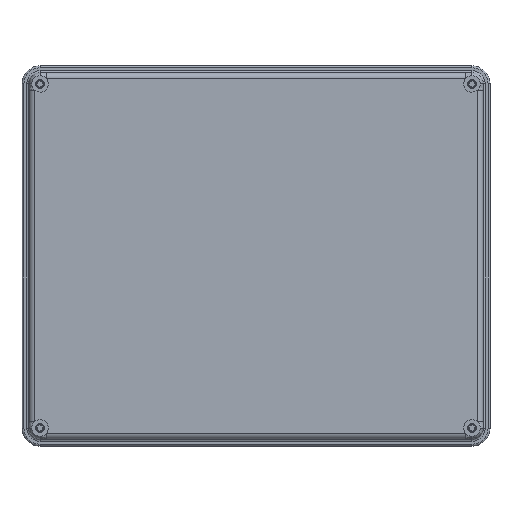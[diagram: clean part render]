
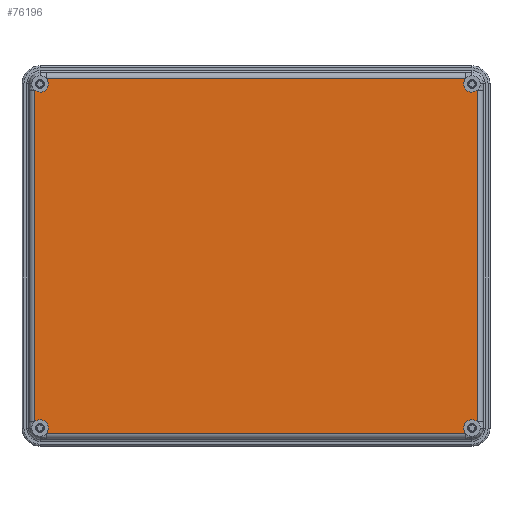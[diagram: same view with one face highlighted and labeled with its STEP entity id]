
A CAD part, top view. The second image highlights one B-rep face of the part: STEP entity #76196.
In plain terms, the highlighted planar face has unit normal (0, 0, 1).
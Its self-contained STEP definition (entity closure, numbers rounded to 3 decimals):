
#192 = EDGE_CURVE ( 'NONE', #59402, #78778, #64126, .T. ) ;
#197 = CARTESIAN_POINT ( 'NONE',  ( 106.5, -88.25, 95.5 ) ) ;
#1409 = EDGE_CURVE ( 'NONE', #59402, #33307, #15665, .T. ) ;
#1951 = CARTESIAN_POINT ( 'NONE',  ( -110.75, 88.25, 95.5 ) ) ;
#2530 = DIRECTION ( 'NONE',  ( 0., -1., 0. ) ) ;
#2607 = ORIENTED_EDGE ( 'NONE', *, *, #77821, .T. ) ;
#4305 = EDGE_CURVE ( 'NONE', #7677, #57355, #76171, .T. ) ;
#4402 = CIRCLE ( 'NONE', #48969, 4.25 ) ;
#4478 = DIRECTION ( 'NONE',  ( -1., 0., 0. ) ) ;
#7114 = ORIENTED_EDGE ( 'NONE', *, *, #69669, .F. ) ;
#7677 = VERTEX_POINT ( 'NONE', #33329 ) ;
#9043 = DIRECTION ( 'NONE',  ( 1., 0., 0. ) ) ;
#9116 = VERTEX_POINT ( 'NONE', #52401 ) ;
#11747 = ORIENTED_EDGE ( 'NONE', *, *, #78758, .F. ) ;
#11901 = CARTESIAN_POINT ( 'NONE',  ( -106.5, -88.25, 95.5 ) ) ;
#12781 = CARTESIAN_POINT ( 'NONE',  ( -110.75, -88.25, 95.5 ) ) ;
#13475 = CARTESIAN_POINT ( 'NONE',  ( -107.51, 91., 95.5 ) ) ;
#14085 = CARTESIAN_POINT ( 'NONE',  ( 107.51, 91., 95.5 ) ) ;
#14326 = EDGE_CURVE ( 'NONE', #7677, #9116, #69347, .T. ) ;
#15303 = DIRECTION ( 'NONE',  ( 0., -1., 0. ) ) ;
#15665 = CIRCLE ( 'NONE', #25806, 4.25 ) ;
#15944 = AXIS2_PLACEMENT_3D ( 'NONE', #71693, #22196, #17017 ) ;
#16952 = EDGE_CURVE ( 'NONE', #26415, #9116, #4402, .T. ) ;
#17017 = DIRECTION ( 'NONE',  ( -1., 0., 0. ) ) ;
#17686 = EDGE_LOOP ( 'NONE', ( #7114, #65789, #25849, #56142, #51306, #20396, #43703, #33241, #50264, #11747, #2607, #59095 ) ) ;
#20068 = CARTESIAN_POINT ( 'NONE',  ( -113.5, -88.25, 95.5 ) ) ;
#20260 = DIRECTION ( 'NONE',  ( 0., 0., 1. ) ) ;
#20396 = ORIENTED_EDGE ( 'NONE', *, *, #39336, .F. ) ;
#22055 = VECTOR ( 'NONE', #2530, 1000. ) ;
#22196 = DIRECTION ( 'NONE',  ( 0., 0., 1. ) ) ;
#22644 = AXIS2_PLACEMENT_3D ( 'NONE', #29240, #35269, #46838 ) ;
#22792 = CARTESIAN_POINT ( 'NONE',  ( 110.75, 88.25, 95.5 ) ) ;
#22827 = CARTESIAN_POINT ( 'NONE',  ( -110.75, -88.25, 95.5 ) ) ;
#23059 = VECTOR ( 'NONE', #62747, 1000. ) ;
#23483 = EDGE_CURVE ( 'NONE', #30234, #24276, #47628, .T. ) ;
#24184 = CIRCLE ( 'NONE', #48406, 4.25 ) ;
#24276 = VERTEX_POINT ( 'NONE', #13475 ) ;
#25707 = VERTEX_POINT ( 'NONE', #14085 ) ;
#25806 = AXIS2_PLACEMENT_3D ( 'NONE', #12781, #66679, #29941 ) ;
#25849 = ORIENTED_EDGE ( 'NONE', *, *, #70827, .F. ) ;
#26382 = VERTEX_POINT ( 'NONE', #40116 ) ;
#26415 = VERTEX_POINT ( 'NONE', #57678 ) ;
#29240 = CARTESIAN_POINT ( 'NONE',  ( 110.75, -88.25, 95.5 ) ) ;
#29941 = DIRECTION ( 'NONE',  ( -1., 0., 0. ) ) ;
#30234 = VERTEX_POINT ( 'NONE', #78610 ) ;
#31176 = CIRCLE ( 'NONE', #15944, 4.25 ) ;
#32411 = CARTESIAN_POINT ( 'NONE',  ( -110.75, 91., 95.5 ) ) ;
#33241 = ORIENTED_EDGE ( 'NONE', *, *, #14326, .T. ) ;
#33307 = VERTEX_POINT ( 'NONE', #11901 ) ;
#33329 = CARTESIAN_POINT ( 'NONE',  ( 113.5, -85.01, 95.5 ) ) ;
#34050 = DIRECTION ( 'NONE',  ( 0., 0., -1. ) ) ;
#34187 = DIRECTION ( 'NONE',  ( 0., 0., 1. ) ) ;
#35269 = DIRECTION ( 'NONE',  ( 0., 0., 1. ) ) ;
#36912 = AXIS2_PLACEMENT_3D ( 'NONE', #46945, #34187, #65321 ) ;
#37712 = VERTEX_POINT ( 'NONE', #77524 ) ;
#39336 = EDGE_CURVE ( 'NONE', #57355, #78778, #24184, .T. ) ;
#39433 = AXIS2_PLACEMENT_3D ( 'NONE', #22827, #34050, #15303 ) ;
#40116 = CARTESIAN_POINT ( 'NONE',  ( -113.5, 85.01, 95.5 ) ) ;
#40391 = DIRECTION ( 'NONE',  ( 0., 0., 1. ) ) ;
#41180 = DIRECTION ( 'NONE',  ( 0., 0., 1. ) ) ;
#42375 = VECTOR ( 'NONE', #9043, 1000. ) ;
#43703 = ORIENTED_EDGE ( 'NONE', *, *, #4305, .F. ) ;
#46133 = CARTESIAN_POINT ( 'NONE',  ( 110.75, -91., 95.5 ) ) ;
#46524 = AXIS2_PLACEMENT_3D ( 'NONE', #77880, #40391, #4478 ) ;
#46838 = DIRECTION ( 'NONE',  ( -1., 0., 0. ) ) ;
#46945 = CARTESIAN_POINT ( 'NONE',  ( 110.75, 88.25, 95.5 ) ) ;
#47628 = CIRCLE ( 'NONE', #56587, 4.25 ) ;
#48406 = AXIS2_PLACEMENT_3D ( 'NONE', #55463, #66661, #61048 ) ;
#48969 = AXIS2_PLACEMENT_3D ( 'NONE', #22792, #41180, #72305 ) ;
#50264 = ORIENTED_EDGE ( 'NONE', *, *, #16952, .F. ) ;
#50755 = LINE ( 'NONE', #32411, #23059 ) ;
#51306 = ORIENTED_EDGE ( 'NONE', *, *, #192, .T. ) ;
#52012 = FACE_OUTER_BOUND ( 'NONE', #17686, .T. ) ;
#52401 = CARTESIAN_POINT ( 'NONE',  ( 113.5, 85.01, 95.5 ) ) ;
#54164 = DIRECTION ( 'NONE',  ( -1., 0., 0. ) ) ;
#55463 = CARTESIAN_POINT ( 'NONE',  ( 110.75, -88.25, 95.5 ) ) ;
#56142 = ORIENTED_EDGE ( 'NONE', *, *, #1409, .F. ) ;
#56587 = AXIS2_PLACEMENT_3D ( 'NONE', #1951, #20260, #54164 ) ;
#57355 = VERTEX_POINT ( 'NONE', #197 ) ;
#57678 = CARTESIAN_POINT ( 'NONE',  ( 106.5, 88.25, 95.5 ) ) ;
#59095 = ORIENTED_EDGE ( 'NONE', *, *, #23483, .F. ) ;
#59402 = VERTEX_POINT ( 'NONE', #59785 ) ;
#59785 = CARTESIAN_POINT ( 'NONE',  ( -107.51, -91., 95.5 ) ) ;
#61048 = DIRECTION ( 'NONE',  ( -1., 0., 0. ) ) ;
#62747 = DIRECTION ( 'NONE',  ( -1., 0., 0. ) ) ;
#63359 = DIRECTION ( 'NONE',  ( 0., 1., 0. ) ) ;
#64126 = LINE ( 'NONE', #46133, #42375 ) ;
#64156 = CARTESIAN_POINT ( 'NONE',  ( 107.51, -91., 95.5 ) ) ;
#65273 = VECTOR ( 'NONE', #63359, 1000. ) ;
#65321 = DIRECTION ( 'NONE',  ( -1., 0., 0. ) ) ;
#65789 = ORIENTED_EDGE ( 'NONE', *, *, #66187, .T. ) ;
#66187 = EDGE_CURVE ( 'NONE', #26382, #37712, #69170, .T. ) ;
#66661 = DIRECTION ( 'NONE',  ( 0., 0., 1. ) ) ;
#66679 = DIRECTION ( 'NONE',  ( 0., 0., 1. ) ) ;
#69170 = LINE ( 'NONE', #20068, #22055 ) ;
#69347 = LINE ( 'NONE', #75725, #65273 ) ;
#69669 = EDGE_CURVE ( 'NONE', #26382, #30234, #77145, .T. ) ;
#70827 = EDGE_CURVE ( 'NONE', #33307, #37712, #31176, .T. ) ;
#71693 = CARTESIAN_POINT ( 'NONE',  ( -110.75, -88.25, 95.5 ) ) ;
#72305 = DIRECTION ( 'NONE',  ( -1., 0., 0. ) ) ;
#75725 = CARTESIAN_POINT ( 'NONE',  ( 113.5, 88.25, 95.5 ) ) ;
#76171 = CIRCLE ( 'NONE', #22644, 4.25 ) ;
#76196 = ADVANCED_FACE ( 'NONE', ( #52012 ), #76357, .F. ) ;
#76357 = PLANE ( 'NONE',  #39433 ) ;
#77145 = CIRCLE ( 'NONE', #46524, 4.25 ) ;
#77524 = CARTESIAN_POINT ( 'NONE',  ( -113.5, -85.01, 95.5 ) ) ;
#77726 = CIRCLE ( 'NONE', #36912, 4.25 ) ;
#77821 = EDGE_CURVE ( 'NONE', #25707, #24276, #50755, .T. ) ;
#77880 = CARTESIAN_POINT ( 'NONE',  ( -110.75, 88.25, 95.5 ) ) ;
#78610 = CARTESIAN_POINT ( 'NONE',  ( -106.5, 88.25, 95.5 ) ) ;
#78758 = EDGE_CURVE ( 'NONE', #25707, #26415, #77726, .T. ) ;
#78778 = VERTEX_POINT ( 'NONE', #64156 ) ;
